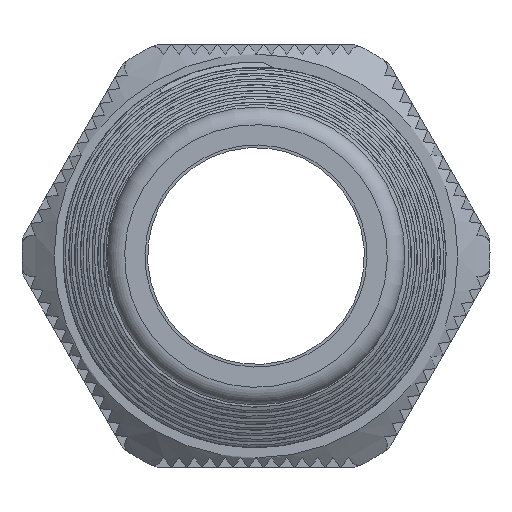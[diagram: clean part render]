
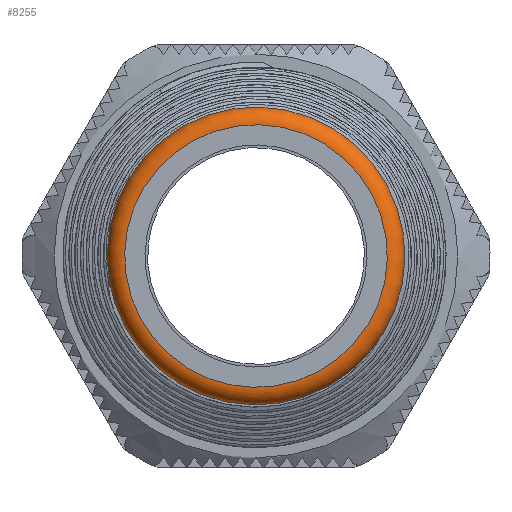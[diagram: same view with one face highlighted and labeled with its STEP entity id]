
A CAD part, left-side view. The second image highlights one B-rep face of the part: STEP entity #8255.
In plain terms, the highlighted toroidal (fillet/blend) face has major radius 7.45 mm and minor radius 1 mm.
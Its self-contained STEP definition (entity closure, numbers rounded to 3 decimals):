
#2089=FACE_BOUND('',#3008,.T.);
#2532=FACE_OUTER_BOUND('',#3007,.T.);
#3007=EDGE_LOOP('',(#7728));
#3008=EDGE_LOOP('',(#7729));
#3296=CIRCLE('',#8943,7.45);
#3297=CIRCLE('',#8944,8.45);
#4092=VERTEX_POINT('',#28416);
#4093=VERTEX_POINT('',#28418);
#5310=EDGE_CURVE('',#4092,#4092,#3296,.T.);
#5311=EDGE_CURVE('',#4093,#4093,#3297,.T.);
#7728=ORIENTED_EDGE('',*,*,#5310,.T.);
#7729=ORIENTED_EDGE('',*,*,#5311,.T.);
#7821=TOROIDAL_SURFACE('',#8942,7.45,1.);
#8255=ADVANCED_FACE('',(#2532,#2089),#7821,.T.);
#8942=AXIS2_PLACEMENT_3D('',#28415,#10913,#10914);
#8943=AXIS2_PLACEMENT_3D('',#28417,#10915,#10916);
#8944=AXIS2_PLACEMENT_3D('',#28419,#10917,#10918);
#10913=DIRECTION('center_axis',(-1.,0.,0.));
#10914=DIRECTION('ref_axis',(0.,0.,1.));
#10915=DIRECTION('center_axis',(-1.,0.,0.));
#10916=DIRECTION('ref_axis',(0.,0.,
-1.));
#10917=DIRECTION('center_axis',(1.,0.,0.));
#10918=DIRECTION('ref_axis',(0.,0.,
-1.));
#28415=CARTESIAN_POINT('Origin',(6.9,0.,0.));
#28416=CARTESIAN_POINT('',(7.9,0.,7.45));
#28417=CARTESIAN_POINT('Origin',(7.9,0.,0.));
#28418=CARTESIAN_POINT('',(6.9,0.,8.45));
#28419=CARTESIAN_POINT('Origin',(6.9,0.,0.));
